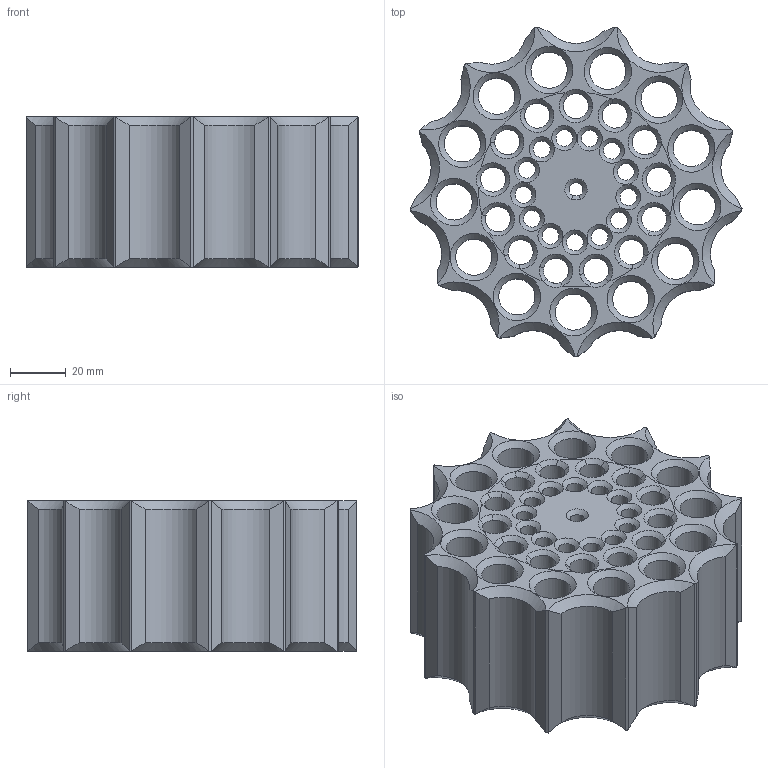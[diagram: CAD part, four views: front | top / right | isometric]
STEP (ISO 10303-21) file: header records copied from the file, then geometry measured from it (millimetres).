
FILE_DESCRIPTION(('FreeCAD Model'),'2;1');
FILE_NAME('Open CASCADE Shape Model','2023-07-01T15:46:00',('Author'),( ''),'Open CASCADE STEP processor 7.5','FreeCAD','Unknown');
FILE_SCHEMA(('AUTOMOTIVE_DESIGN { 1 0 10303 214 1 1 1 1 }'));
Length unit declared in the file: millimetre
Products named in the file (1): Wheel
Bounding box: 119.24 x 118.37 x 54 mm (x, y, z)
Volume: 256080.8 mm3; surface area: 79735 mm2
Topology: 1 solids, 1 shells, 204 faces, 560 edges, 347 vertices
Faces by surface type: cone 92, cylinder 67, bspline 39, plane 6
Full cylindrical faces by diameter (mm): 6 x13, 9 x13, 13 x13, 70 x1
Entity records: 17094 total; most frequent: CARTESIAN_POINT 6512, DIRECTION 1758, ORIENTED_EDGE 1120, PCURVE 1120, DEFINITIONAL_REPRESENTATION 1120, LINE 739, VECTOR 739, EDGE_CURVE 560
